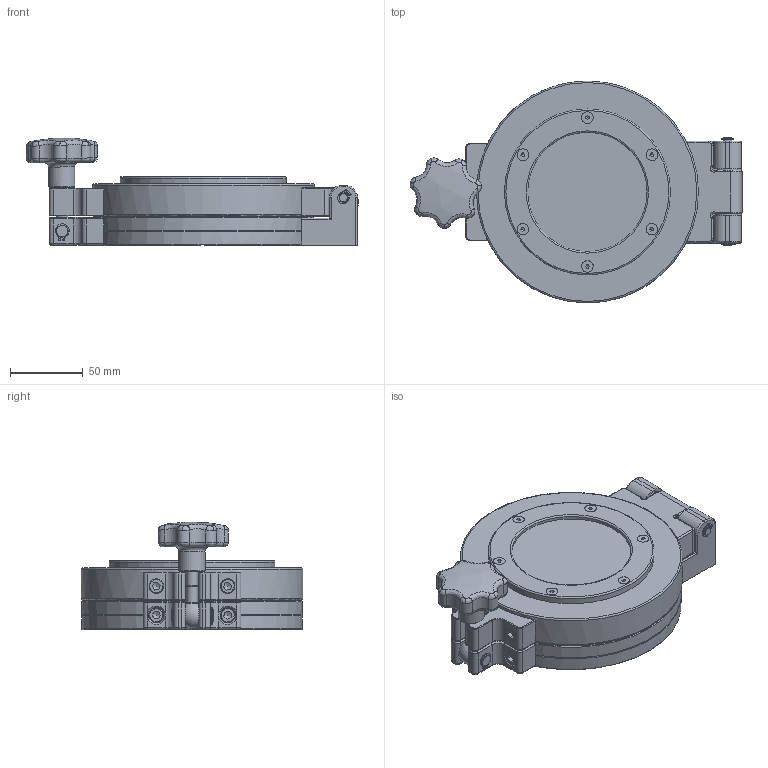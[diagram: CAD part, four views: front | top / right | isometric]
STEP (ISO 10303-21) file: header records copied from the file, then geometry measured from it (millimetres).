
FILE_DESCRIPTION(/* description */ (''),/* implementation_level */ '2;1');
FILE_NAME(/* name */ 'QAD100VP Simplified.stp',/* time_stamp */ '2023-03-27T16:20:49+01:00',/* author */ ('NCollins'),/* organization */ (''),/* preprocessor_version */ 'ST-DEVELOPER v19.2',/* originating_system */ 'Autodesk Inventor 2023',/* authorisation */ '');
FILE_SCHEMA (('AUTOMOTIVE_DESIGN { 1 0 10303 214 3 1 1 }'));
Length unit declared in the file: inch
Products named in the file (1): QAD100VP Simplified
Bounding box: 228.05 x 152.4 x 73.69 mm (x, y, z)
Volume: 654464 mm3; surface area: 158159.2 mm2
Topology: 2 solids, 22 shells, 800 faces, 1934 edges, 1251 vertices
Faces by surface type: cylinder 300, plane 269, torus 106, cone 71, bspline 42, sphere 12
Full cylindrical faces by diameter (mm): 1.2 x4, 2.5 x2, 2.9 x2, 3.242 x8, 3.813 x6, 4 x6, 4.5 x6, 5.7 x2, 6 x7, 6.6 x2, 6.647 x4, 7.6 x2, 8 x10, 8.433 x16, 8.5 x1, 9 x4, 10 x7, 10.5 x2, 13 x4, 13.5 x20, 14 x2, 18 x1, 82 x2, 85 x1, 93.6 x1, 94.6 x1, 95 x3, 100.6 x1, 114 x1, 120.65 x1
Entity records: 27243 total; most frequent: CARTESIAN_POINT 7801, DIRECTION 4115, ORIENTED_EDGE 3782, EDGE_CURVE 1891, AXIS2_PLACEMENT_3D 1688, VERTEX_POINT 1202, EDGE_LOOP 939, CIRCLE 925
